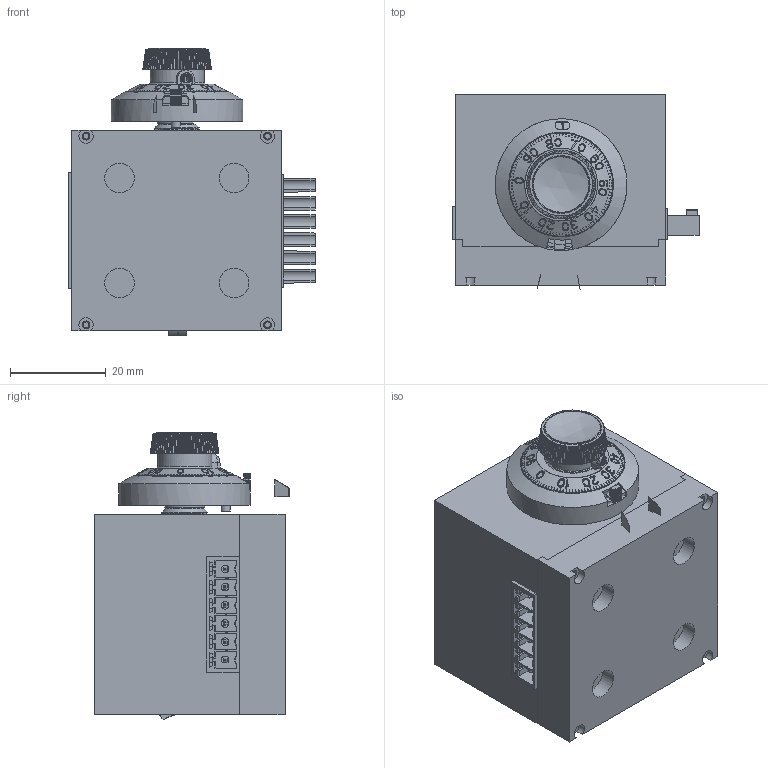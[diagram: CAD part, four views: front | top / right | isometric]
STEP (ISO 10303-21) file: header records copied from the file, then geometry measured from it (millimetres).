
FILE_DESCRIPTION(/* description */ (''),/* implementation_level */ '2;1');
FILE_NAME(/* name */ 'Control Box.stp',/* time_stamp */ '2025-03-10T15:45:03+01:00',/* author */ ('AlexSchatalow'),/* organization */ (''),/* preprocessor_version */ 'ST-DEVELOPER v20',/* originating_system */ 'Autodesk Inventor 2025',/* authorisation */ '');
FILE_SCHEMA (('AUTOMOTIVE_DESIGN { 1 0 10303 214 3 1 1 }'));
Products named in the file (10): Baugruppe9; Adjuster Base; PCB1; Board; pxc_1862616_01_IMC-1-5-6-G-3-81_3D; pxc_1803316_05_MC-1-5-6-G-3-81_3D; 7286; Cover; Model 21PA11B10; On Off Rocker Switch
Assembly tree (9 placements, depth 3):
  Baugruppe9
    Adjuster Base
    PCB1
      Board
    pxc_1862616_01_IMC-1-5-6-G-3-81_3D
    pxc_1803316_05_MC-1-5-6-G-3-81_3D
    7286
    Cover
    Model 21PA11B10
    On Off Rocker Switch
Bounding box: 51.55 x 41 x 60.26 mm (x, y, z)
Volume: 38304.3 mm3; surface area: 37327.1 mm2
Topology: 16 solids, 18 shells, 4874 faces, 13579 edges, 8992 vertices
Faces by surface type: plane 3708, cylinder 707, bspline 221, cone 218, sphere 13, torus 7
Full cylindrical faces by diameter (mm): 0.4 x4, 0.457 x2, 0.6 x8, 0.965 x3, 1.05 x6, 1.14 x3, 1.2 x19, 1.221 x4, 1.25 x6, 1.32 x14, 1.321 x12, 1.6 x14, 1.68 x1, 1.8 x10, 1.85 x1, 1.89 x1, 2.459 x4, 3.1 x4, 3.81 x1, 4.68 x1, 4.8 x2, 5.588 x1, 6.2 x4, 6.35 x2, 6.363 x1, 6.96 x1, 7.38 x1, 7.62 x1, 8.509 x1, 9.5 x6
Entity records: 176750 total; most frequent: CARTESIAN_POINT 50522, ORIENTED_EDGE 27122, DIRECTION 24063, EDGE_CURVE 13565, VERTEX_POINT 8985, LINE 8199, VECTOR 8199, AXIS2_PLACEMENT_3D 7932
